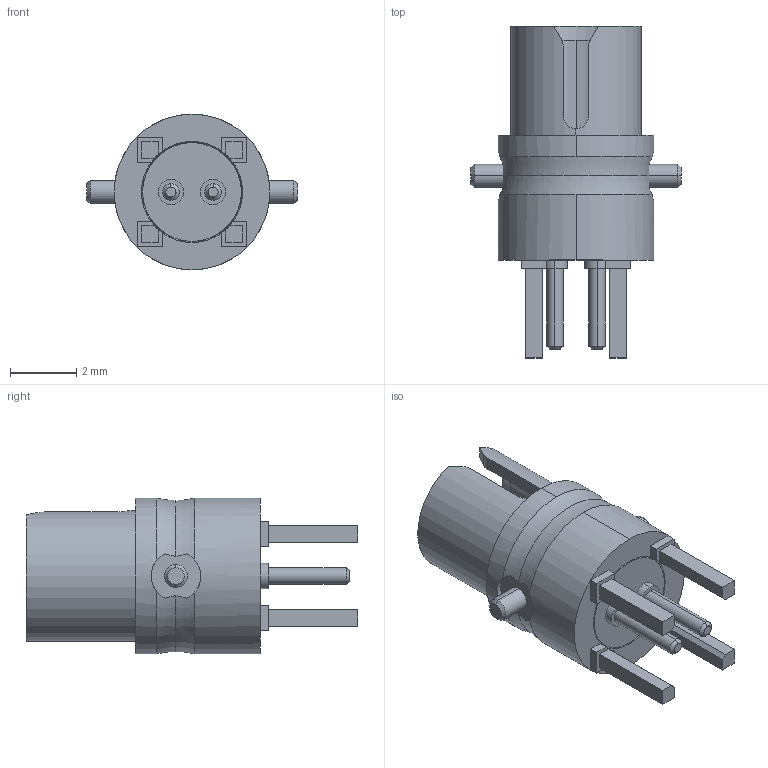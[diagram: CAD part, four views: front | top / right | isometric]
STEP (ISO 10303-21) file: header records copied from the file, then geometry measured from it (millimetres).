
FILE_DESCRIPTION (( 'STEP AP203' ), '1' );
FILE_NAME ('CJT-T-P-XX-ST-TH1.step', '2012-07-18T15:57:53', ( 'supertiger' ), ( 'SAMTEC' ), 'SwSTEP 2.0', 'SolidWorks 2010', '' );
FILE_SCHEMA (( 'CONFIG_CONTROL_DESIGN' ));
Length unit declared in the file: millimetre
Products named in the file (4): CJT-T-P-X-ST-TH1-PIN; CJT-T-P-X-ST-TH1-SHL_vertical conn; CJT-INS-001; CJT-T-P-XX-ST-TH1
Assembly tree (4 placements, depth 2):
  CJT-T-P-XX-ST-TH1
    CJT-T-P-X-ST-TH1-SHL_vertical conn
    CJT-INS-001
    CJT-T-P-X-ST-TH1-PIN  x2
Bounding box: 6.35 x 10.01 x 4.7 mm (x, y, z)
Volume: 82.4 mm3; surface area: 298.3 mm2
Topology: 4 solids, 4 shells, 173 faces, 422 edges, 272 vertices
Faces by surface type: plane 78, cylinder 64, cone 21, torus 10
Entity records: 5019 total; most frequent: CARTESIAN_POINT 934, DIRECTION 787, ORIENTED_EDGE 752, EDGE_CURVE 376, AXIS2_PLACEMENT_3D 297, VERTEX_POINT 244, LINE 193, VECTOR 193
